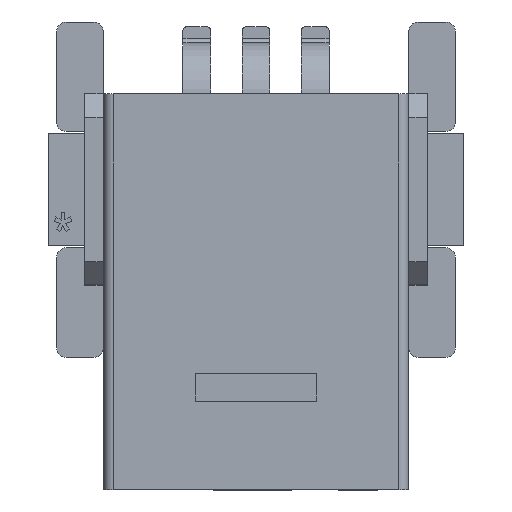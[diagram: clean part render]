
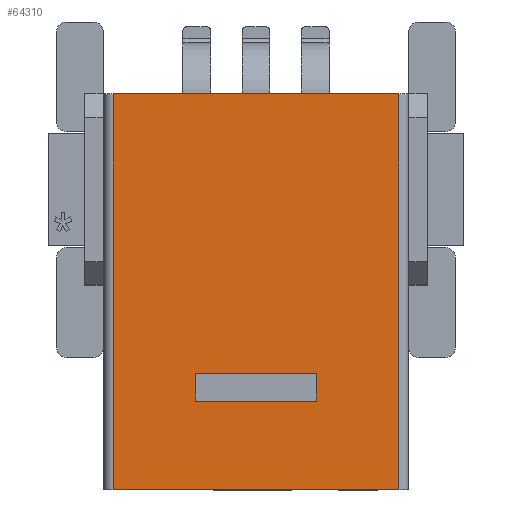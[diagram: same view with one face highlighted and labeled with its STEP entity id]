
A CAD part, top view. The second image highlights one B-rep face of the part: STEP entity #64310.
In plain terms, the highlighted face is planar.
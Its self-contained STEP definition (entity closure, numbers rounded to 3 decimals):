
#38220=CARTESIAN_POINT('',(-17.04,2.1,-8.5));
#38230=VERTEX_POINT('',#38220);
#39190=CARTESIAN_POINT('',(-10.9,2.1,-8.5));
#39200=VERTEX_POINT('',#39190);
#39230=CARTESIAN_POINT('',(-18.42,2.1,-8.5));
#39240=DIRECTION('',(-1.,0.,0.));
#39250=VECTOR('',#39240,1000.);
#39260=LINE('',#39230,#39250);
#39270=EDGE_CURVE('',#39200,#38230,#39260,.T.);
#63670=CARTESIAN_POINT('',(-18.42,2.1,-8.5));
#63680=DIRECTION('',(0.,1.,0.));
#63690=DIRECTION('',(0.,0.,1.));
#63700=AXIS2_PLACEMENT_3D('',#63670,#63680,#63690);
#63710=PLANE('',#63700);
#63720=CARTESIAN_POINT('',(-17.04,2.1,-8.5));
#63730=DIRECTION('',(0.,0.,1.));
#63740=VECTOR('',#63730,1000.);
#63750=LINE('',#63720,#63740);
#63760=CARTESIAN_POINT('',(-17.04,2.1,0.));
#63770=VERTEX_POINT('',#63760);
#63780=EDGE_CURVE('',#38230,#63770,#63750,.T.);
#63790=ORIENTED_EDGE('',*,*,#63780,.T.);
#63800=ORIENTED_EDGE('',*,*,#39270,.T.);
#63810=CARTESIAN_POINT('',(-10.9,2.1,-8.5));
#63820=DIRECTION('',(0.,0.,-1.));
#63830=VECTOR('',#63820,1000.);
#63840=LINE('',#63810,#63830);
#63850=CARTESIAN_POINT('',(-10.9,2.1,0.));
#63860=VERTEX_POINT('',#63850);
#63870=EDGE_CURVE('',#63860,#39200,#63840,.T.);
#63880=ORIENTED_EDGE('',*,*,#63870,.T.);
#63890=CARTESIAN_POINT('',(-18.42,2.1,0.));
#63900=DIRECTION('',(-1.,0.,0.));
#63910=VECTOR('',#63900,1000.);
#63920=LINE('',#63890,#63910);
#63930=EDGE_CURVE('',#63860,#63770,#63920,.T.);
#63940=ORIENTED_EDGE('',*,*,#63930,.F.);
#63950=EDGE_LOOP('',(#63940,#63880,#63800,#63790));
#63960=FACE_OUTER_BOUND('',#63950,.T.);
#63970=CARTESIAN_POINT('',(-12.67,2.1,0.));
#63980=DIRECTION('',(0.,0.,-1.));
#63990=VECTOR('',#63980,1.);
#64000=LINE('',#63970,#63990);
#64010=CARTESIAN_POINT('',(-12.67,2.1,-1.9));
#64020=VERTEX_POINT('',#64010);
#64030=CARTESIAN_POINT('',(-12.67,2.1,-2.5));
#64040=VERTEX_POINT('',#64030);
#64050=EDGE_CURVE('',#64020,#64040,#64000,.T.);
#64060=ORIENTED_EDGE('',*,*,#64050,.F.);
#64070=CARTESIAN_POINT('',(0.,2.1,-2.5));
#64080=DIRECTION('',(-1.,0.,0.));
#64090=VECTOR('',#64080,1.);
#64100=LINE('',#64070,#64090);
#64110=CARTESIAN_POINT('',(-15.27,2.1,-2.5));
#64120=VERTEX_POINT('',#64110);
#64130=EDGE_CURVE('',#64040,#64120,#64100,.T.);
#64140=ORIENTED_EDGE('',*,*,#64130,.F.);
#64150=CARTESIAN_POINT('',(-15.27,2.1,0.));
#64160=DIRECTION('',(0.,0.,1.));
#64170=VECTOR('',#64160,1.);
#64180=LINE('',#64150,#64170);
#64190=CARTESIAN_POINT('',(-15.27,2.1,-1.9));
#64200=VERTEX_POINT('',#64190);
#64210=EDGE_CURVE('',#64120,#64200,#64180,.T.);
#64220=ORIENTED_EDGE('',*,*,#64210,.F.);
#64230=CARTESIAN_POINT('',(0.,2.1,-1.9));
#64240=DIRECTION('',(1.,0.,0.));
#64250=VECTOR('',#64240,1.);
#64260=LINE('',#64230,#64250);
#64270=EDGE_CURVE('',#64200,#64020,#64260,.T.);
#64280=ORIENTED_EDGE('',*,*,#64270,.F.);
#64290=EDGE_LOOP('',(#64280,#64220,#64140,#64060));
#64300=FACE_BOUND('',#64290,.T.);
#64310=ADVANCED_FACE('',(#63960,#64300),#63710,.T.);
